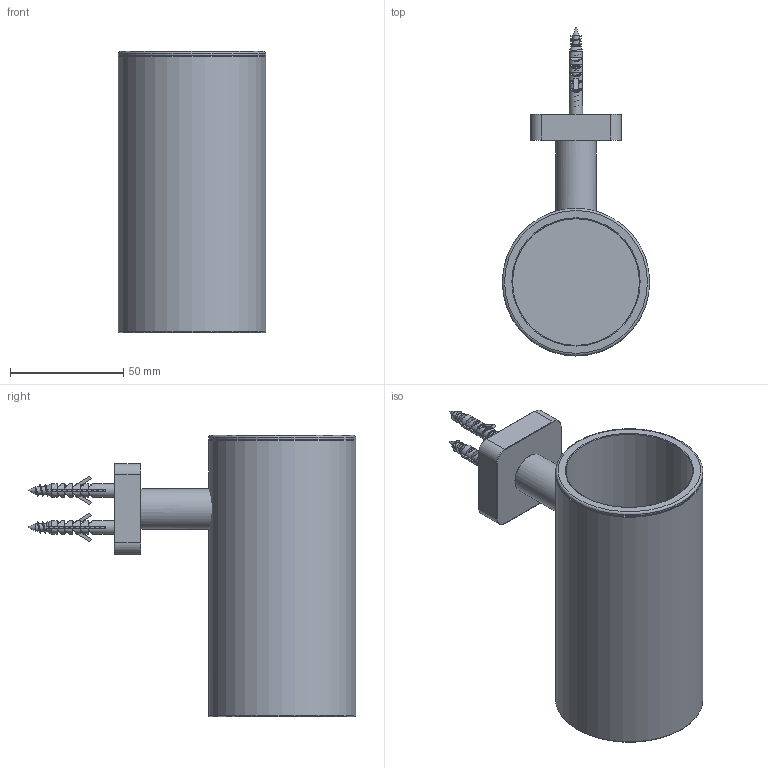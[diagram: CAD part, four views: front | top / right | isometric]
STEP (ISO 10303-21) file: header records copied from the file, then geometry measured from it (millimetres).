
FILE_DESCRIPTION(/* description */ ('Unknown'),/* implementation_level */ '2;1');
FILE_NAME(/* name */ 'GLA01',/* time_stamp */ '2021-07-21T16:45:51+02:00',/* author */ ('Unknown'),/* organization */ ('Unknown'),/* preprocessor_version */ 'ST-DEVELOPER v16.7',/* originating_system */ 'DEX',/* authorisation */ $);
FILE_SCHEMA (('AUTOMOTIVE_DESIGN {1 0 10303 214 3 1 1}'));
Length unit declared in the file: millimetre
Products named in the file (11): GLA01-00; CBA01-02; CBA01-001_oa_0; CBA01-05; CBA01-08; CBA01-06; CBA01-07; GLA01-002_oa_1; GLA01-01; CBA01-03; CBA01-04
Assembly tree (12 placements, depth 3):
  GLA01-00
    CBA01-02
    CBA01-001_oa_0
      CBA01-05
      CBA01-08  x2
      CBA01-06  x2
      CBA01-07
    GLA01-002_oa_1
      GLA01-01
      CBA01-03
      CBA01-04
Bounding box: 65 x 144.6 x 124 mm (x, y, z)
Volume: 91081.4 mm3; surface area: 103722 mm2
Topology: 12 solids, 12 shells, 249 faces, 675 edges, 442 vertices
Faces by surface type: plane 155, cylinder 48, torus 21, cone 16, bspline 7, sphere 2
Full cylindrical faces by diameter (mm): 4.234 x1, 4.5 x1, 4.562 x2, 4.917 x1, 5 x3, 6 x3, 6.2 x1, 9.8 x2, 17 x1, 18 x1, 56 x1, 58 x1, 63 x1, 65 x2
Entity records: 7446 total; most frequent: CARTESIAN_POINT 3350, DIRECTION 818, ORIENTED_EDGE 686, EDGE_CURVE 343, AXIS2_PLACEMENT_3D 332, FACE_BOUND 244, VERTEX_POINT 243, EDGE_LOOP 243
